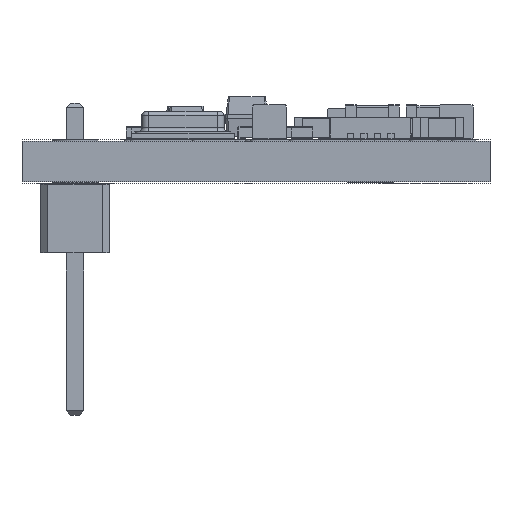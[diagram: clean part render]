
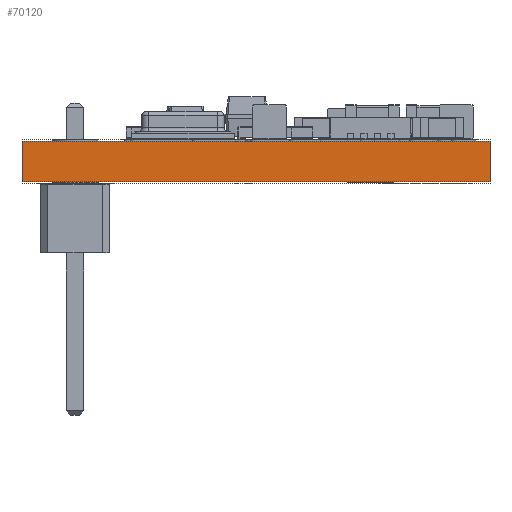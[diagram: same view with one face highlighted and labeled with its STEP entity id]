
A CAD part, front view. The second image highlights one B-rep face of the part: STEP entity #70120.
In plain terms, the highlighted planar face has unit normal (0, -1, 0).
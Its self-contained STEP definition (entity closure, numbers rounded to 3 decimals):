
#70120 = ADVANCED_FACE('',(#70121),#70155,.T.);
#70121 = FACE_BOUND('',#70122,.T.);
#70122 = EDGE_LOOP('',(#70123,#70133,#70141,#70149));
#70123 = ORIENTED_EDGE('',*,*,#70124,.T.);
#70124 = EDGE_CURVE('',#70125,#70127,#70129,.T.);
#70125 = VERTEX_POINT('',#70126);
#70126 = CARTESIAN_POINT('',(157.15,-115.85,0.));
#70127 = VERTEX_POINT('',#70128);
#70128 = CARTESIAN_POINT('',(157.15,-115.85,1.51));
#70129 = LINE('',#70130,#70131);
#70130 = CARTESIAN_POINT('',(157.15,-115.85,0.));
#70131 = VECTOR('',#70132,1.);
#70132 = DIRECTION('',(0.,0.,1.));
#70133 = ORIENTED_EDGE('',*,*,#70134,.T.);
#70134 = EDGE_CURVE('',#70127,#70135,#70137,.T.);
#70135 = VERTEX_POINT('',#70136);
#70136 = CARTESIAN_POINT('',(139.85,-115.85,1.51));
#70137 = LINE('',#70138,#70139);
#70138 = CARTESIAN_POINT('',(157.15,-115.85,1.51));
#70139 = VECTOR('',#70140,1.);
#70140 = DIRECTION('',(-1.,0.,0.));
#70141 = ORIENTED_EDGE('',*,*,#70142,.F.);
#70142 = EDGE_CURVE('',#70143,#70135,#70145,.T.);
#70143 = VERTEX_POINT('',#70144);
#70144 = CARTESIAN_POINT('',(139.85,-115.85,0.));
#70145 = LINE('',#70146,#70147);
#70146 = CARTESIAN_POINT('',(139.85,-115.85,0.));
#70147 = VECTOR('',#70148,1.);
#70148 = DIRECTION('',(0.,0.,1.));
#70149 = ORIENTED_EDGE('',*,*,#70150,.F.);
#70150 = EDGE_CURVE('',#70125,#70143,#70151,.T.);
#70151 = LINE('',#70152,#70153);
#70152 = CARTESIAN_POINT('',(157.15,-115.85,0.));
#70153 = VECTOR('',#70154,1.);
#70154 = DIRECTION('',(-1.,0.,0.));
#70155 = PLANE('',#70156);
#70156 = AXIS2_PLACEMENT_3D('',#70157,#70158,#70159);
#70157 = CARTESIAN_POINT('',(157.15,-115.85,0.));
#70158 = DIRECTION('',(0.,-1.,0.));
#70159 = DIRECTION('',(-1.,0.,0.));
